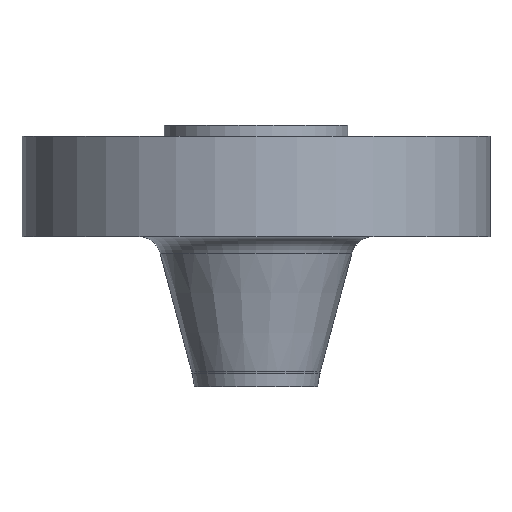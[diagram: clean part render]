
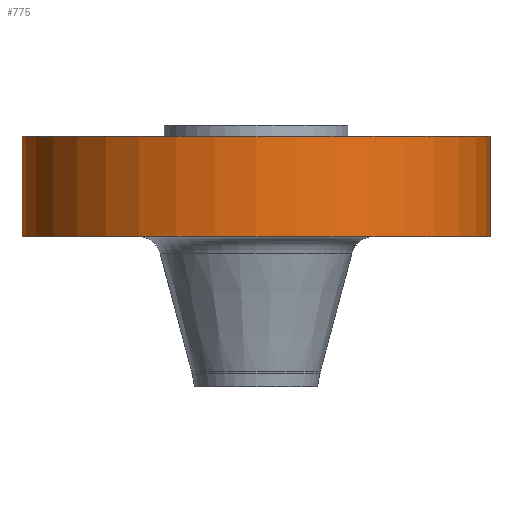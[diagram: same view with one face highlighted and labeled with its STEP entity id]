
A CAD part, front view. The second image highlights one B-rep face of the part: STEP entity #775.
In plain terms, the highlighted cylindrical face has radius 133.35 mm (diameter 266.7 mm), a partial arc.
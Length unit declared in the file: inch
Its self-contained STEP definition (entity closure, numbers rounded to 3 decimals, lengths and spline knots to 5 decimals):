
#1 = EDGE_LOOP ( 'NONE', ( #649, #338, #627, #599 ) ) ;
#2 = DIRECTION ( 'NONE',  ( 1., 0., 0. ) ) ;
#11 = DIRECTION ( 'NONE',  ( 0., 0., 1. ) ) ;
#19 = CIRCLE ( 'NONE', #540, 5.25 ) ;
#27 = EDGE_CURVE ( 'NONE', #1097, #1116, #478, .T. ) ;
#34 = EDGE_CURVE ( 'NONE', #984, #573, #821, .T. ) ;
#152 = DIRECTION ( 'NONE',  ( 0., 0., 1. ) ) ;
#219 = CARTESIAN_POINT ( 'NONE',  ( -5.25, 0., -2.5 ) ) ;
#327 = DIRECTION ( 'NONE',  ( 1., 0., 0. ) ) ;
#338 = ORIENTED_EDGE ( 'NONE', *, *, #393, .T. ) ;
#347 = VECTOR ( 'NONE', #466, 39.37008 ) ;
#393 = EDGE_CURVE ( 'NONE', #1097, #984, #19, .T. ) ;
#413 = AXIS2_PLACEMENT_3D ( 'NONE', #1070, #804, #2 ) ;
#429 = AXIS2_PLACEMENT_3D ( 'NONE', #1110, #672, #1117 ) ;
#466 = DIRECTION ( 'NONE',  ( 0., 0., 1. ) ) ;
#478 = LINE ( 'NONE', #930, #347 ) ;
#540 = AXIS2_PLACEMENT_3D ( 'NONE', #722, #152, #327 ) ;
#554 = EDGE_CURVE ( 'NONE', #1116, #573, #717, .T. ) ;
#573 = VERTEX_POINT ( 'NONE', #719 ) ;
#599 = ORIENTED_EDGE ( 'NONE', *, *, #554, .F. ) ;
#627 = ORIENTED_EDGE ( 'NONE', *, *, #34, .T. ) ;
#649 = ORIENTED_EDGE ( 'NONE', *, *, #27, .F. ) ;
#672 = DIRECTION ( 'NONE',  ( 0., 0., 1. ) ) ;
#681 = CARTESIAN_POINT ( 'NONE',  ( -5.25, 0., -0.25 ) ) ;
#717 = CIRCLE ( 'NONE', #413, 5.25 ) ;
#719 = CARTESIAN_POINT ( 'NONE',  ( 5.25, 0., -0.25 ) ) ;
#722 = CARTESIAN_POINT ( 'NONE',  ( 0., 0., -2.5 ) ) ;
#761 = FACE_OUTER_BOUND ( 'NONE', #1, .T. ) ;
#767 = CYLINDRICAL_SURFACE ( 'NONE', #429, 5.25 ) ;
#775 = ADVANCED_FACE ( 'NONE', ( #761 ), #767, .T. ) ;
#804 = DIRECTION ( 'NONE',  ( 0., 0., 1. ) ) ;
#821 = LINE ( 'NONE', #908, #924 ) ;
#908 = CARTESIAN_POINT ( 'NONE',  ( 5.25, 0., 0. ) ) ;
#924 = VECTOR ( 'NONE', #11, 39.37008 ) ;
#930 = CARTESIAN_POINT ( 'NONE',  ( -5.25, 0., 0. ) ) ;
#984 = VERTEX_POINT ( 'NONE', #1018 ) ;
#1018 = CARTESIAN_POINT ( 'NONE',  ( 5.25, 0., -2.5 ) ) ;
#1070 = CARTESIAN_POINT ( 'NONE',  ( 0., 0., -0.25 ) ) ;
#1097 = VERTEX_POINT ( 'NONE', #219 ) ;
#1110 = CARTESIAN_POINT ( 'NONE',  ( 0., 0., 0. ) ) ;
#1116 = VERTEX_POINT ( 'NONE', #681 ) ;
#1117 = DIRECTION ( 'NONE',  ( 1., 0., 0. ) ) ;
